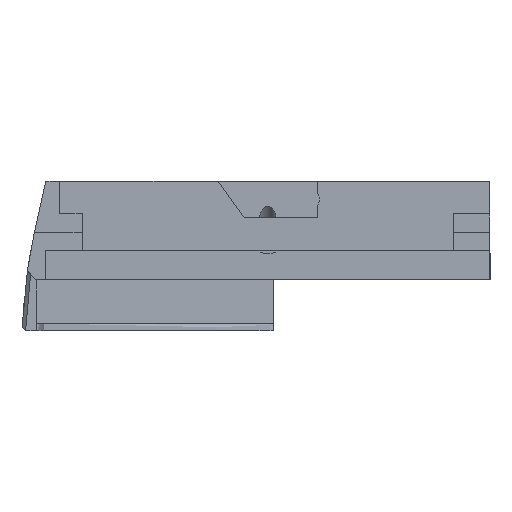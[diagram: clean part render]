
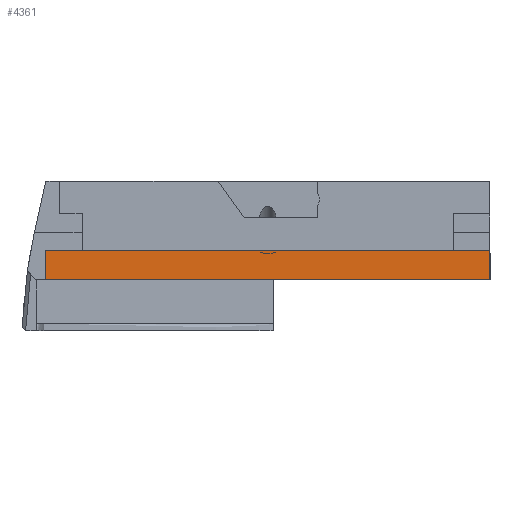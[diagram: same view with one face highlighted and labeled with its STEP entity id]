
A CAD part, left-side view. The second image highlights one B-rep face of the part: STEP entity #4361.
In plain terms, the highlighted planar face has unit normal (-1, 0, 0).
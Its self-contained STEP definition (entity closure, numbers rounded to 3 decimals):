
#916 = PLANE('',#917);
#917 = AXIS2_PLACEMENT_3D('',#918,#919,#920);
#918 = CARTESIAN_POINT('',(117.361,0.,-10.591));
#919 = DIRECTION('',(0.,-1.,0.));
#920 = DIRECTION('',(0.,0.,-1.));
#1368 = PLANE('',#1369);
#1369 = AXIS2_PLACEMENT_3D('',#1370,#1371,#1372);
#1370 = CARTESIAN_POINT('',(117.3,48.639,-19.));
#1371 = DIRECTION('',(0.,0.,1.));
#1372 = DIRECTION('',(-1.,0.,0.));
#1396 = PLANE('',#1397);
#1397 = AXIS2_PLACEMENT_3D('',#1398,#1399,#1400);
#1398 = CARTESIAN_POINT('',(117.3,122.,-20.896));
#1399 = DIRECTION('',(0.,-1.,0.));
#1400 = DIRECTION('',(0.,0.,-1.));
#1424 = PLANE('',#1425);
#1425 = AXIS2_PLACEMENT_3D('',#1426,#1427,#1428);
#1426 = CARTESIAN_POINT('',(117.325,89.238,-27.1));
#1427 = DIRECTION('',(-0.,0.,-1.));
#1428 = DIRECTION('',(0.,-1.,0.));
#2721 = VERTEX_POINT('',#2722);
#2722 = CARTESIAN_POINT('',(225.4,0.,-19.));
#2743 = EDGE_CURVE('',#2721,#2744,#2746,.T.);
#2744 = VERTEX_POINT('',#2745);
#2745 = CARTESIAN_POINT('',(225.4,0.,-27.1));
#2746 = SURFACE_CURVE('',#2747,(#2751,#2758),.PCURVE_S1.);
#2747 = LINE('',#2748,#2749);
#2748 = CARTESIAN_POINT('',(225.4,0.,-13.55));
#2749 = VECTOR('',#2750,1.);
#2750 = DIRECTION('',(0.,0.,-1.));
#2751 = PCURVE('',#916,#2752);
#2752 = DEFINITIONAL_REPRESENTATION('',(#2753),#2757);
#2753 = LINE('',#2754,#2755);
#2754 = CARTESIAN_POINT('',(2.959,108.039));
#2755 = VECTOR('',#2756,1.);
#2756 = DIRECTION('',(1.,0.));
#2757 = ( GEOMETRIC_REPRESENTATION_CONTEXT(2) 
PARAMETRIC_REPRESENTATION_CONTEXT() REPRESENTATION_CONTEXT('2D SPACE',''
  ) );
#2758 = PCURVE('',#2759,#2764);
#2759 = PLANE('',#2760);
#2760 = AXIS2_PLACEMENT_3D('',#2761,#2762,#2763);
#2761 = CARTESIAN_POINT('',(225.4,122.,-27.1));
#2762 = DIRECTION('',(-1.,0.,0.));
#2763 = DIRECTION('',(0.,0.,1.));
#2764 = DEFINITIONAL_REPRESENTATION('',(#2765),#2769);
#2765 = LINE('',#2766,#2767);
#2766 = CARTESIAN_POINT('',(13.55,-122.));
#2767 = VECTOR('',#2768,1.);
#2768 = DIRECTION('',(-1.,0.));
#2769 = ( GEOMETRIC_REPRESENTATION_CONTEXT(2) 
PARAMETRIC_REPRESENTATION_CONTEXT() REPRESENTATION_CONTEXT('2D SPACE',''
  ) );
#3601 = EDGE_CURVE('',#3602,#2744,#3604,.T.);
#3602 = VERTEX_POINT('',#3603);
#3603 = CARTESIAN_POINT('',(225.4,122.,-27.1));
#3604 = SURFACE_CURVE('',#3605,(#3609,#3616),.PCURVE_S1.);
#3605 = LINE('',#3606,#3607);
#3606 = CARTESIAN_POINT('',(225.4,122.,-27.1));
#3607 = VECTOR('',#3608,1.);
#3608 = DIRECTION('',(0.,-1.,0.));
#3609 = PCURVE('',#1424,#3610);
#3610 = DEFINITIONAL_REPRESENTATION('',(#3611),#3615);
#3611 = LINE('',#3612,#3613);
#3612 = CARTESIAN_POINT('',(-32.762,-108.075));
#3613 = VECTOR('',#3614,1.);
#3614 = DIRECTION('',(1.,0.));
#3615 = ( GEOMETRIC_REPRESENTATION_CONTEXT(2) 
PARAMETRIC_REPRESENTATION_CONTEXT() REPRESENTATION_CONTEXT('2D SPACE',''
  ) );
#3616 = PCURVE('',#2759,#3617);
#3617 = DEFINITIONAL_REPRESENTATION('',(#3618),#3622);
#3618 = LINE('',#3619,#3620);
#3619 = CARTESIAN_POINT('',(0.,0.));
#3620 = VECTOR('',#3621,1.);
#3621 = DIRECTION('',(0.,-1.));
#3622 = ( GEOMETRIC_REPRESENTATION_CONTEXT(2) 
PARAMETRIC_REPRESENTATION_CONTEXT() REPRESENTATION_CONTEXT('2D SPACE',''
  ) );
#3757 = EDGE_CURVE('',#3602,#3758,#3760,.T.);
#3758 = VERTEX_POINT('',#3759);
#3759 = CARTESIAN_POINT('',(225.4,122.,-19.));
#3760 = SURFACE_CURVE('',#3761,(#3765,#3772),.PCURVE_S1.);
#3761 = LINE('',#3762,#3763);
#3762 = CARTESIAN_POINT('',(225.4,122.,-27.1));
#3763 = VECTOR('',#3764,1.);
#3764 = DIRECTION('',(0.,0.,1.));
#3765 = PCURVE('',#1396,#3766);
#3766 = DEFINITIONAL_REPRESENTATION('',(#3767),#3771);
#3767 = LINE('',#3768,#3769);
#3768 = CARTESIAN_POINT('',(6.204,108.1));
#3769 = VECTOR('',#3770,1.);
#3770 = DIRECTION('',(-1.,0.));
#3771 = ( GEOMETRIC_REPRESENTATION_CONTEXT(2) 
PARAMETRIC_REPRESENTATION_CONTEXT() REPRESENTATION_CONTEXT('2D SPACE',''
  ) );
#3772 = PCURVE('',#2759,#3773);
#3773 = DEFINITIONAL_REPRESENTATION('',(#3774),#3778);
#3774 = LINE('',#3775,#3776);
#3775 = CARTESIAN_POINT('',(0.,0.));
#3776 = VECTOR('',#3777,1.);
#3777 = DIRECTION('',(1.,0.));
#3778 = ( GEOMETRIC_REPRESENTATION_CONTEXT(2) 
PARAMETRIC_REPRESENTATION_CONTEXT() REPRESENTATION_CONTEXT('2D SPACE',''
  ) );
#3804 = EDGE_CURVE('',#3758,#2721,#3805,.T.);
#3805 = SURFACE_CURVE('',#3806,(#3810,#3817),.PCURVE_S1.);
#3806 = LINE('',#3807,#3808);
#3807 = CARTESIAN_POINT('',(225.4,85.32,-19.));
#3808 = VECTOR('',#3809,1.);
#3809 = DIRECTION('',(0.,-1.,0.));
#3810 = PCURVE('',#1368,#3811);
#3811 = DEFINITIONAL_REPRESENTATION('',(#3812),#3816);
#3812 = LINE('',#3813,#3814);
#3813 = CARTESIAN_POINT('',(-108.1,-36.681));
#3814 = VECTOR('',#3815,1.);
#3815 = DIRECTION('',(0.,1.));
#3816 = ( GEOMETRIC_REPRESENTATION_CONTEXT(2) 
PARAMETRIC_REPRESENTATION_CONTEXT() REPRESENTATION_CONTEXT('2D SPACE',''
  ) );
#3817 = PCURVE('',#2759,#3818);
#3818 = DEFINITIONAL_REPRESENTATION('',(#3819),#3823);
#3819 = LINE('',#3820,#3821);
#3820 = CARTESIAN_POINT('',(8.1,-36.681));
#3821 = VECTOR('',#3822,1.);
#3822 = DIRECTION('',(0.,-1.));
#3823 = ( GEOMETRIC_REPRESENTATION_CONTEXT(2) 
PARAMETRIC_REPRESENTATION_CONTEXT() REPRESENTATION_CONTEXT('2D SPACE',''
  ) );
#4361 = ADVANCED_FACE('',(#4362),#2759,.T.);
#4362 = FACE_BOUND('',#4363,.T.);
#4363 = EDGE_LOOP('',(#4364,#4365,#4366,#4367));
#4364 = ORIENTED_EDGE('',*,*,#3757,.F.);
#4365 = ORIENTED_EDGE('',*,*,#3601,.T.);
#4366 = ORIENTED_EDGE('',*,*,#2743,.F.);
#4367 = ORIENTED_EDGE('',*,*,#3804,.F.);
